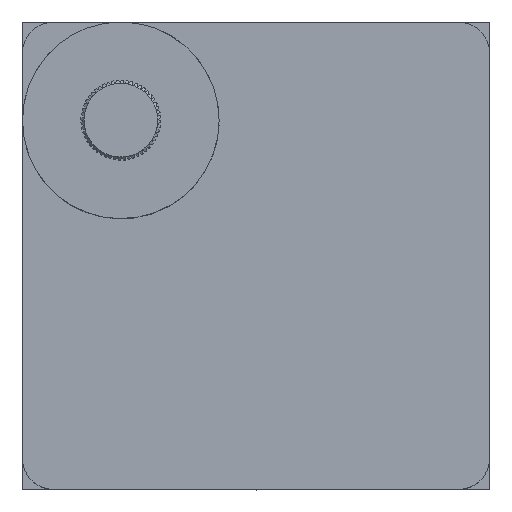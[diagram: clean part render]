
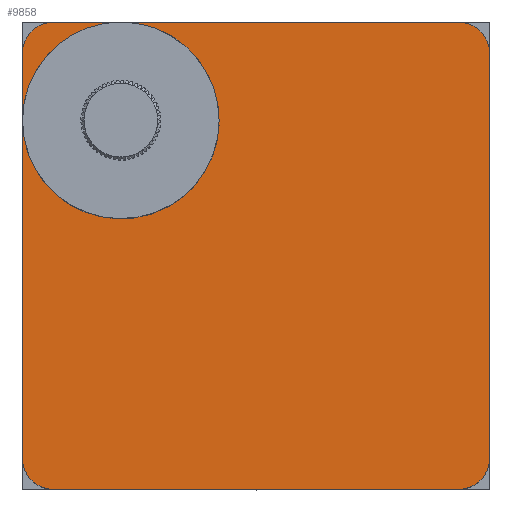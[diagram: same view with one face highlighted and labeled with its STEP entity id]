
A CAD part, top view. The second image highlights one B-rep face of the part: STEP entity #9858.
In plain terms, the highlighted planar face has unit normal (0, 0, 1).
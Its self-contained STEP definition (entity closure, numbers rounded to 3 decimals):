
#91 = CARTESIAN_POINT ( 'NONE',  ( -33., 310., 41.5 ) ) ;
#140 = DIRECTION ( 'NONE',  ( 0., -1., 0. ) ) ;
#228 = CIRCLE ( 'NONE', #6606, 3.3 ) ;
#444 = CIRCLE ( 'NONE', #9531, 5. ) ;
#503 = CARTESIAN_POINT ( 'NONE',  ( 33., 239., 41.5 ) ) ;
#746 = EDGE_CURVE ( 'NONE', #7011, #7557, #12151, .T. ) ;
#905 = DIRECTION ( 'NONE',  ( 0., -1., 0. ) ) ;
#919 = LINE ( 'NONE', #91, #3903 ) ;
#1031 = VERTEX_POINT ( 'NONE', #7311 ) ;
#1047 = CARTESIAN_POINT ( 'NONE',  ( 33., 305., 41.5 ) ) ;
#1084 = VERTEX_POINT ( 'NONE', #1493 ) ;
#1166 = VECTOR ( 'NONE', #10475, 1000. ) ;
#1275 = EDGE_LOOP ( 'NONE', ( #10882, #1319, #7864, #1748, #4277, #2292, #7080, #11726 ) ) ;
#1319 = ORIENTED_EDGE ( 'NONE', *, *, #6932, .F. ) ;
#1493 = CARTESIAN_POINT ( 'NONE',  ( 33., 310., 41.5 ) ) ;
#1592 = EDGE_CURVE ( 'NONE', #1084, #8038, #444, .T. ) ;
#1634 = DIRECTION ( 'NONE',  ( 0., 0., -1. ) ) ;
#1640 = DIRECTION ( 'NONE',  ( 0., 1., 0. ) ) ;
#1748 = ORIENTED_EDGE ( 'NONE', *, *, #12334, .F. ) ;
#1857 = CARTESIAN_POINT ( 'NONE',  ( -22., 297.3, 41.5 ) ) ;
#1859 = PLANE ( 'NONE',  #3595 ) ;
#1904 = ORIENTED_EDGE ( 'NONE', *, *, #6119, .T. ) ;
#1977 = CARTESIAN_POINT ( 'NONE',  ( 38., 305., 41.5 ) ) ;
#2033 = ORIENTED_EDGE ( 'NONE', *, *, #12168, .T. ) ;
#2292 = ORIENTED_EDGE ( 'NONE', *, *, #8668, .F. ) ;
#2429 = LINE ( 'NONE', #7925, #6627 ) ;
#2611 = CARTESIAN_POINT ( 'NONE',  ( -33., 310., 41.5 ) ) ;
#2826 = AXIS2_PLACEMENT_3D ( 'NONE', #503, #3278, #10033 ) ;
#2901 = CARTESIAN_POINT ( 'NONE',  ( -22., 290.7, 41.5 ) ) ;
#3278 = DIRECTION ( 'NONE',  ( 0., 0., -1. ) ) ;
#3481 = CARTESIAN_POINT ( 'NONE',  ( -22., 294., 41.5 ) ) ;
#3595 = AXIS2_PLACEMENT_3D ( 'NONE', #8508, #4580, #10310 ) ;
#3903 = VECTOR ( 'NONE', #8709, 1000. ) ;
#4208 = VERTEX_POINT ( 'NONE', #2901 ) ;
#4211 = LINE ( 'NONE', #10331, #7385 ) ;
#4270 = EDGE_LOOP ( 'NONE', ( #2033, #1904 ) ) ;
#4277 = ORIENTED_EDGE ( 'NONE', *, *, #8220, .F. ) ;
#4580 = DIRECTION ( 'NONE',  ( 0., 0., -1. ) ) ;
#4627 = CARTESIAN_POINT ( 'NONE',  ( 33., 234., 41.5 ) ) ;
#5116 = CIRCLE ( 'NONE', #2826, 5. ) ;
#5388 = FACE_OUTER_BOUND ( 'NONE', #1275, .T. ) ;
#5565 = VERTEX_POINT ( 'NONE', #6030 ) ;
#5752 = DIRECTION ( 'NONE',  ( 0., 0., -1. ) ) ;
#6030 = CARTESIAN_POINT ( 'NONE',  ( -33., 234., 41.5 ) ) ;
#6119 = EDGE_CURVE ( 'NONE', #6694, #4208, #228, .T. ) ;
#6191 = VERTEX_POINT ( 'NONE', #7512 ) ;
#6606 = AXIS2_PLACEMENT_3D ( 'NONE', #3481, #1634, #10194 ) ;
#6627 = VECTOR ( 'NONE', #8982, 1000. ) ;
#6694 = VERTEX_POINT ( 'NONE', #1857 ) ;
#6932 = EDGE_CURVE ( 'NONE', #10511, #7011, #4211, .T. ) ;
#7011 = VERTEX_POINT ( 'NONE', #7645 ) ;
#7080 = ORIENTED_EDGE ( 'NONE', *, *, #1592, .F. ) ;
#7234 = AXIS2_PLACEMENT_3D ( 'NONE', #8703, #5752, #7662 ) ;
#7311 = CARTESIAN_POINT ( 'NONE',  ( 33., 234., 41.5 ) ) ;
#7385 = VECTOR ( 'NONE', #1640, 1000. ) ;
#7512 = CARTESIAN_POINT ( 'NONE',  ( 38., 239., 41.5 ) ) ;
#7557 = VERTEX_POINT ( 'NONE', #2611 ) ;
#7563 = DIRECTION ( 'NONE',  ( 0., 0., -1. ) ) ;
#7645 = CARTESIAN_POINT ( 'NONE',  ( -38., 305., 41.5 ) ) ;
#7662 = DIRECTION ( 'NONE',  ( 0., -1., 0. ) ) ;
#7864 = ORIENTED_EDGE ( 'NONE', *, *, #9947, .F. ) ;
#7925 = CARTESIAN_POINT ( 'NONE',  ( 38., 305., 41.5 ) ) ;
#8038 = VERTEX_POINT ( 'NONE', #1977 ) ;
#8095 = CIRCLE ( 'NONE', #7234, 5. ) ;
#8220 = EDGE_CURVE ( 'NONE', #6191, #1031, #5116, .T. ) ;
#8353 = CARTESIAN_POINT ( 'NONE',  ( -22., 294., 41.5 ) ) ;
#8508 = CARTESIAN_POINT ( 'NONE',  ( -33., 305., 41.5 ) ) ;
#8627 = DIRECTION ( 'NONE',  ( 0., 0., -1. ) ) ;
#8668 = EDGE_CURVE ( 'NONE', #8038, #6191, #2429, .T. ) ;
#8703 = CARTESIAN_POINT ( 'NONE',  ( -33., 239., 41.5 ) ) ;
#8709 = DIRECTION ( 'NONE',  ( 1., 0., 0. ) ) ;
#8973 = EDGE_CURVE ( 'NONE', #7557, #1084, #919, .T. ) ;
#8982 = DIRECTION ( 'NONE',  ( 0., -1., 0. ) ) ;
#9531 = AXIS2_PLACEMENT_3D ( 'NONE', #1047, #8627, #140 ) ;
#9572 = CARTESIAN_POINT ( 'NONE',  ( -38., 239., 41.5 ) ) ;
#9858 = ADVANCED_FACE ( 'NONE', ( #11085, #5388 ), #1859, .F. ) ;
#9947 = EDGE_CURVE ( 'NONE', #5565, #10511, #8095, .T. ) ;
#9982 = AXIS2_PLACEMENT_3D ( 'NONE', #8353, #11232, #12130 ) ;
#10033 = DIRECTION ( 'NONE',  ( 0., -1., 0. ) ) ;
#10194 = DIRECTION ( 'NONE',  ( 0., -1., 0. ) ) ;
#10310 = DIRECTION ( 'NONE',  ( 0., -1., 0. ) ) ;
#10331 = CARTESIAN_POINT ( 'NONE',  ( -38., 239., 41.5 ) ) ;
#10366 = CARTESIAN_POINT ( 'NONE',  ( -33., 305., 41.5 ) ) ;
#10475 = DIRECTION ( 'NONE',  ( -1., 0., 0. ) ) ;
#10480 = AXIS2_PLACEMENT_3D ( 'NONE', #10366, #7563, #905 ) ;
#10511 = VERTEX_POINT ( 'NONE', #9572 ) ;
#10748 = LINE ( 'NONE', #4627, #1166 ) ;
#10882 = ORIENTED_EDGE ( 'NONE', *, *, #746, .F. ) ;
#11085 = FACE_BOUND ( 'NONE', #4270, .T. ) ;
#11232 = DIRECTION ( 'NONE',  ( 0., 0., -1. ) ) ;
#11497 = CIRCLE ( 'NONE', #9982, 3.3 ) ;
#11726 = ORIENTED_EDGE ( 'NONE', *, *, #8973, .F. ) ;
#12130 = DIRECTION ( 'NONE',  ( 0., -1., 0. ) ) ;
#12151 = CIRCLE ( 'NONE', #10480, 5. ) ;
#12168 = EDGE_CURVE ( 'NONE', #4208, #6694, #11497, .T. ) ;
#12334 = EDGE_CURVE ( 'NONE', #1031, #5565, #10748, .T. ) ;
